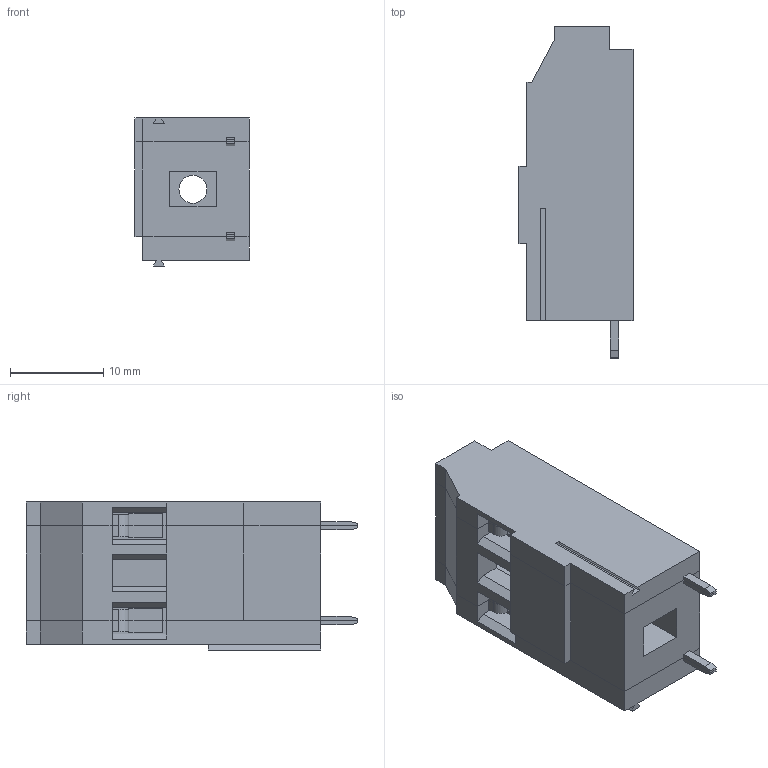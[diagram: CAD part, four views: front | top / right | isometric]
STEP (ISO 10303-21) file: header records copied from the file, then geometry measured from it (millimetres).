
FILE_DESCRIPTION( ( 'Unknown' ), '1' );
FILE_NAME( '691249610002.stp', 'Unknown', ( 'Unknown' ), ( 'Unknown' ), 'PSStep 18.0.17', 'Unknown', ' ' );
FILE_SCHEMA( ( 'AUTOMOTIVE_DESIGN { 1 0 10303 214 1 1 1 1 }' ) );
Length unit declared in the file: millimetre
Products named in the file (4): Assem1; MRT18P10.16V07_SX; MRT18P10.16V07_CNT; MRT18P10.16V07_DX
Assembly tree (3 placements, depth 2):
  Assem1
    MRT18P10.16V07_SX
    MRT18P10.16V07_CNT
    MRT18P10.16V07_DX
Bounding box: 12.2 x 35.5 x 15.84 mm (x, y, z)
Volume: 4251.4 mm3; surface area: 4301.2 mm2
Topology: 3 solids, 3 shells, 159 faces, 456 edges, 304 vertices
Faces by surface type: plane 149, cylinder 10
Full cylindrical faces by diameter (mm): 3 x1, 4 x1
Entity records: 6458 total; most frequent: CARTESIAN_POINT 921, ORIENTED_EDGE 908, DIRECTION 808, EDGE_CURVE 454, LINE 426, VECTOR 426, VERTEX_POINT 304, AXIS2_PLACEMENT_3D 191
